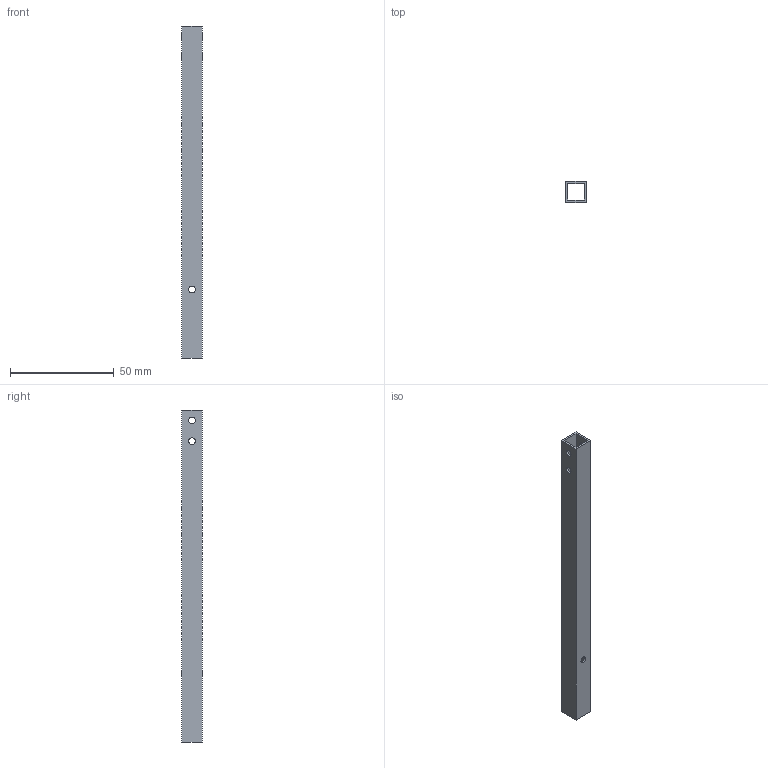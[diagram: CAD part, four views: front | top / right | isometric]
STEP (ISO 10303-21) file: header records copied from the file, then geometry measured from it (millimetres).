
FILE_DESCRIPTION(/* description */ ('Unknown'),/* implementation_level */ '2;1');
FILE_NAME(/* name */ 'camera_fixing_pipe_10x10mm',/* time_stamp */ '2022-03-07T10:45:44+02:00',/* author */ ('Unknown'),/* organization */ ('Unknown'),/* preprocessor_version */ 'ST-DEVELOPER v16.7',/* originating_system */ 'DEX',/* authorisation */ $);
FILE_SCHEMA (('AUTOMOTIVE_DESIGN {1 0 10303 214 3 1 1}'));
Length unit declared in the file: millimetre
Products named in the file (1): camera_fixing_pipe_10x10mm
Bounding box: 10 x 10 x 160 mm (x, y, z)
Volume: 5711.7 mm3; surface area: 11555.8 mm2
Topology: 1 solids, 1 shells, 16 faces, 44 edges, 30 vertices
Faces by surface type: plane 10, cylinder 6
Full cylindrical faces by diameter (mm): 3.2 x6
Entity records: 526 total; most frequent: DIRECTION 82, CARTESIAN_POINT 81, ORIENTED_EDGE 72, EDGE_CURVE 36, EDGE_LOOP 36, FACE_BOUND 36, AXIS2_PLACEMENT_3D 29, VERTEX_POINT 28
